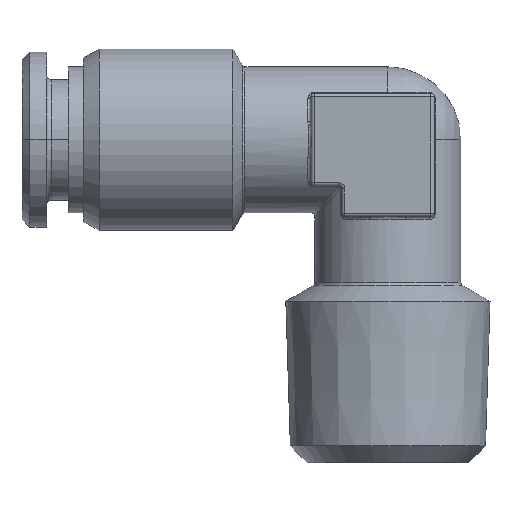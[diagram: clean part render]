
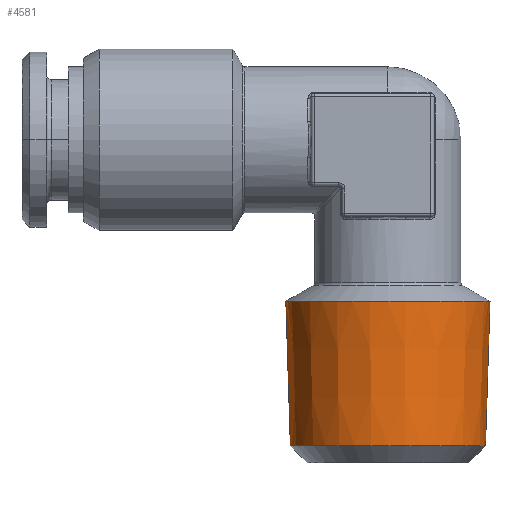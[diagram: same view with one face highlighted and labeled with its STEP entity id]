
A CAD part, top view. The second image highlights one B-rep face of the part: STEP entity #4581.
In plain terms, the highlighted conical face has half-angle 1.78 degrees and reference radius 6.494 mm.
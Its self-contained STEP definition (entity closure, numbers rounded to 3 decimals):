
#1291=CARTESIAN_POINT('',(0.,-10.503,0.));
#1292=DIRECTION('',(0.,1.,0.));
#1293=DIRECTION('',(-1.,0.,0.));
#1294=AXIS2_PLACEMENT_3D('',#1291,#1292,#1293);
#1309=DIRECTION('',(0.031,1.,0.));
#1310=VECTOR('',#1309,9.401);
#1311=CARTESIAN_POINT('',(6.348,-19.9,0.));
#1312=LINE('',#1311,#1310);
#1313=CARTESIAN_POINT('',(0.,-19.9,0.));
#1314=DIRECTION('',(0.,-1.,0.));
#1315=DIRECTION('',(1.,0.,0.));
#1316=AXIS2_PLACEMENT_3D('',#1313,#1314,#1315);
#1318=DIRECTION('',(-0.031,1.,0.));
#1319=VECTOR('',#1318,9.401);
#1320=CARTESIAN_POINT('',(-6.348,-19.9,0.));
#1321=LINE('',#1320,#1319);
#2011=CARTESIAN_POINT('',(6.348,-19.9,0.));
#2012=CARTESIAN_POINT('',(-6.348,-19.9,0.));
#2013=VERTEX_POINT('',#2011);
#2014=VERTEX_POINT('',#2012);
#2035=CARTESIAN_POINT('',(6.64,-10.503,0.));
#2036=VERTEX_POINT('',#2035);
#2037=CARTESIAN_POINT('',(-6.64,-10.503,0.));
#2038=VERTEX_POINT('',#2037);
#4567=CARTESIAN_POINT('',(0.,-15.202,0.));
#4568=DIRECTION('',(0.,1.,0.));
#4569=DIRECTION('',(1.,0.,0.));
#4570=AXIS2_PLACEMENT_3D('',#4567,#4568,#4569);
#4571=CONICAL_SURFACE('',#4570,6.494,1.78);
#4573=ORIENTED_EDGE('',*,*,#4572,.F.);
#4575=ORIENTED_EDGE('',*,*,#4574,.T.);
#4577=ORIENTED_EDGE('',*,*,#4576,.T.);
#4578=ORIENTED_EDGE('',*,*,#4557,.T.);
#4579=EDGE_LOOP('',(#4573,#4575,#4577,#4578));
#4580=FACE_OUTER_BOUND('',#4579,.F.);
#4581=ADVANCED_FACE('',(#4580),#4571,.T.);
#1295=CIRCLE('',#1294,6.64);
#1317=CIRCLE('',#1316,6.348);
#4557=EDGE_CURVE('',#2038,#2036,#1295,.T.);
#4572=EDGE_CURVE('',#2013,#2036,#1312,.T.);
#4574=EDGE_CURVE('',#2013,#2014,#1317,.T.);
#4576=EDGE_CURVE('',#2014,#2038,#1321,.T.);
